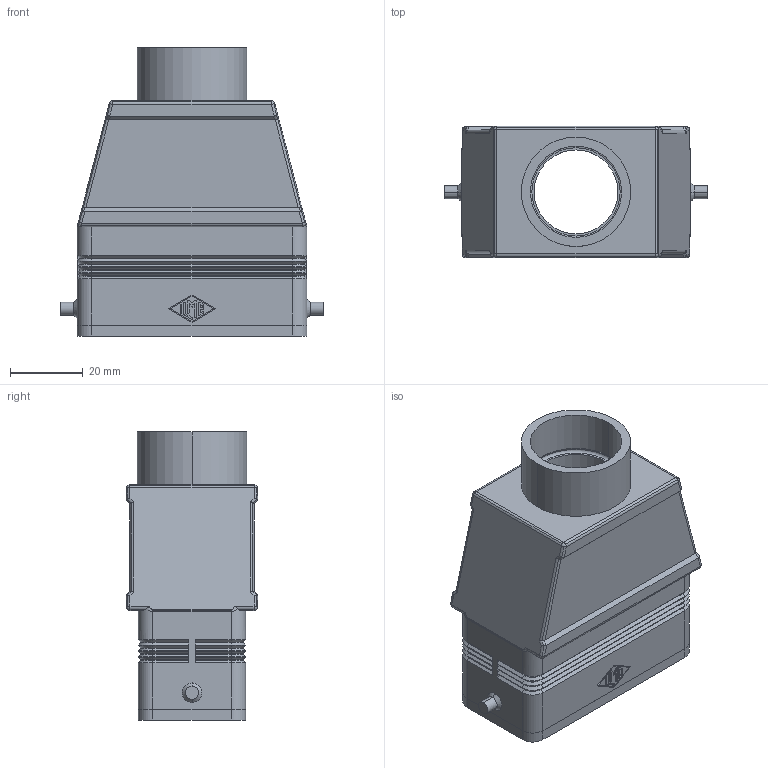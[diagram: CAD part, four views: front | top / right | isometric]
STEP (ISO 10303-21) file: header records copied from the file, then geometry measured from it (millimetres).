
FILE_DESCRIPTION(('Creo Elements/Direct Modeling STEP Export'),'2;1');
FILE_NAME('0ln7uvk49ancmpl4132','2017-02-21T14:50:54',(''),(''),'PTC Creo Elements/Direct Modeling STEP processor for AP214 (Solid Model)','PTC Creo Elements/Direct Modeling 19.0E 27-Jun-2016 (C) Parametric Technology GmbH','');
FILE_SCHEMA(('AUTOMOTIVE_DESIGN { 1 0 10303 214 1 1 1 1 }'));
Length unit declared in the file: millimetre
Products named in the file (1): MZAVE_15_L25
Bounding box: 72 x 36 x 79 mm (x, y, z)
Volume: 51723.4 mm3; surface area: 27541.1 mm2
Topology: 1 solids, 1 shells, 406 faces, 997 edges, 598 vertices
Faces by surface type: plane 190, cylinder 156, cone 44, sphere 8, torus 4, bspline 4
Entity records: 15309 total; most frequent: CARTESIAN_POINT 2404, DIRECTION 2083, ORIENTED_EDGE 1962, EDGE_CURVE 981, AXIS2_PLACEMENT_3D 719, VECTOR 645, LINE 645, VERTEX_POINT 598
